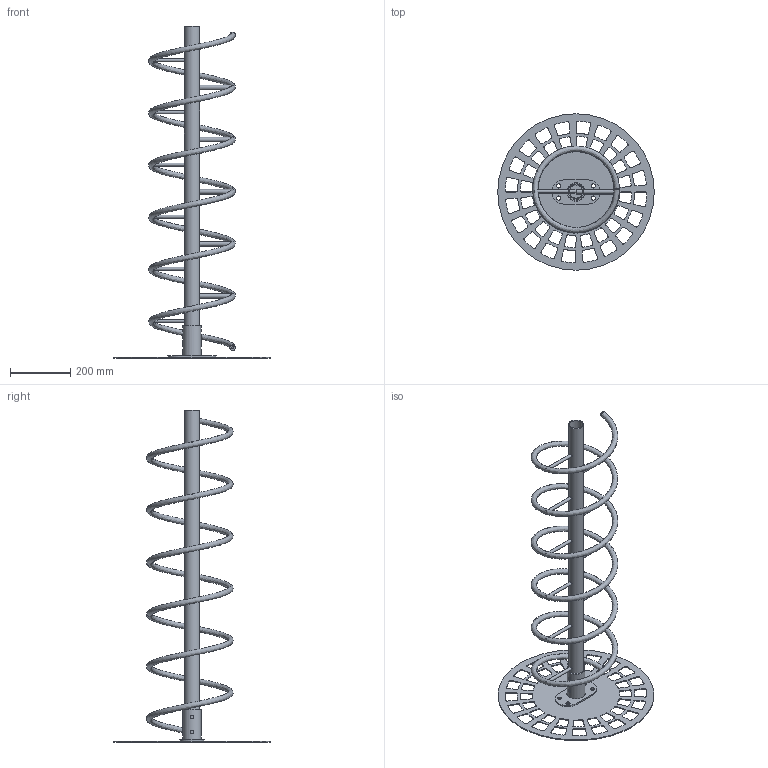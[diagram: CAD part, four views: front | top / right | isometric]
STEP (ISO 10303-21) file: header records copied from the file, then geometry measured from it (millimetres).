
FILE_DESCRIPTION(/* description */ (''),/* implementation_level */ '2;1');
FILE_NAME(/* name */ '0004-Spiral-Antenne_Gesamtbaugruppe.stp',/* time_stamp */ '2024-02-09T12:14:23+01:00',/* author */ ('Dominik'),/* organization */ (''),/* preprocessor_version */ 'ST-DEVELOPER v19.2',/* originating_system */ 'Autodesk Inventor 2023',/* authorisation */ '');
FILE_SCHEMA (('AUTOMOTIVE_DESIGN { 1 0 10303 214 3 1 1 }'));
Length unit declared in the file: millimetre
Products named in the file (10): 0004-Spiral-Antenne_Gesamtbaugruppe; 0002-Antenne-Rohrflansch; 0013-Antennenrohr-Grundplatte; 0014-Antennenrohr-Rohrschnitt; 0003-Spiral-Antenne; 0020-Spiral-Antenne; 0022-Spiral-Antenne_Deckel; 0023-Spiral-Antenne_Anschluss; 0017-Reflektor; 0024-Spiral-Antenne_Stützrohr
Assembly tree (9 placements, depth 3):
  0004-Spiral-Antenne_Gesamtbaugruppe
    0002-Antenne-Rohrflansch
      0013-Antennenrohr-Grundplatte
      0014-Antennenrohr-Rohrschnitt
    0003-Spiral-Antenne
      0020-Spiral-Antenne
      0022-Spiral-Antenne_Deckel
      0023-Spiral-Antenne_Anschluss
    0017-Reflektor
    0024-Spiral-Antenne_Stützrohr
Bounding box: 520 x 520 x 1103 mm (x, y, z)
Volume: 1747474.9 mm3; surface area: 1280060.9 mm2
Topology: 7 solids, 7 shells, 405 faces, 1172 edges, 788 vertices
Faces by surface type: cylinder 285, plane 118, bspline 2
Full cylindrical faces by diameter (mm): 6.647 x1, 10 x12, 11 x4, 13.5 x8, 15.449 x10, 18 x2, 44 x1, 50 x1, 52 x1, 60 x1, 61 x1, 520 x1
Entity records: 20671 total; most frequent: CARTESIAN_POINT 9002, DIRECTION 2478, ORIENTED_EDGE 2344, EDGE_CURVE 1172, AXIS2_PLACEMENT_3D 966, VERTEX_POINT 788, LINE 546, VECTOR 546
